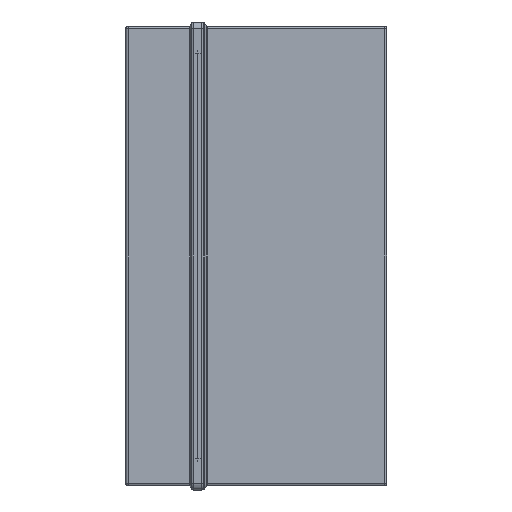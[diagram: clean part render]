
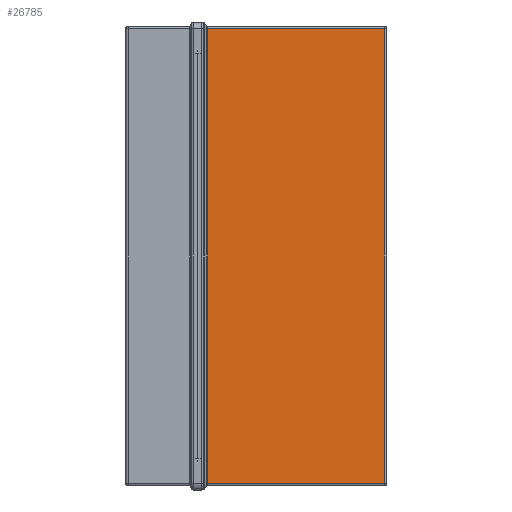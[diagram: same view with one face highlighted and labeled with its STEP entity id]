
A CAD part, left-side view. The second image highlights one B-rep face of the part: STEP entity #26785.
In plain terms, the highlighted planar face has unit normal (-1, 0, 0).
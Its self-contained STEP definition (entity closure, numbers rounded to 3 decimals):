
#4339 = DIRECTION ( 'NONE',  ( 0., 0., -1. ) ) ;
#4753 = EDGE_CURVE ( 'NONE', #53041, #56970, #9110, .T. ) ;
#9110 = LINE ( 'NONE', #79628, #70870 ) ;
#11611 = LINE ( 'NONE', #81677, #76067 ) ;
#14337 = VECTOR ( 'NONE', #92456, 1000. ) ;
#15560 = CARTESIAN_POINT ( 'NONE',  ( -337.75, -134.8, -165.45 ) ) ;
#26785 = ADVANCED_FACE ( 'NONE', ( #89331 ), #33624, .T. ) ;
#29188 = VERTEX_POINT ( 'NONE', #82169 ) ;
#30291 = VECTOR ( 'NONE', #57459, 1000. ) ;
#33624 = PLANE ( 'NONE',  #90499 ) ;
#37348 = EDGE_CURVE ( 'NONE', #56970, #29188, #55260, .T. ) ;
#42052 = DIRECTION ( 'NONE',  ( 0., 0., 1. ) ) ;
#44046 = VERTEX_POINT ( 'NONE', #52799 ) ;
#48252 = DIRECTION ( 'NONE',  ( 0., 1., 0. ) ) ;
#52799 = CARTESIAN_POINT ( 'NONE',  ( -337.75, -133.3, 165.45 ) ) ;
#53041 = VERTEX_POINT ( 'NONE', #72122 ) ;
#53187 = ORIENTED_EDGE ( 'NONE', *, *, #89464, .T. ) ;
#55260 = LINE ( 'NONE', #15560, #30291 ) ;
#56834 = CARTESIAN_POINT ( 'NONE',  ( -337.75, -4.504, -165.45 ) ) ;
#56970 = VERTEX_POINT ( 'NONE', #56834 ) ;
#57459 = DIRECTION ( 'NONE',  ( 0., -1., 0. ) ) ;
#61124 = EDGE_LOOP ( 'NONE', ( #87916, #108366, #53187, #96881 ) ) ;
#67030 = CARTESIAN_POINT ( 'NONE',  ( -337.75, -134.8, -167.25 ) ) ;
#70870 = VECTOR ( 'NONE', #4339, 1000. ) ;
#72122 = CARTESIAN_POINT ( 'NONE',  ( -337.75, -4.504, 165.45 ) ) ;
#76067 = VECTOR ( 'NONE', #48252, 1000. ) ;
#79628 = CARTESIAN_POINT ( 'NONE',  ( -337.75, -4.504, -167.25 ) ) ;
#81677 = CARTESIAN_POINT ( 'NONE',  ( -337.75, -134.8, 165.45 ) ) ;
#82169 = CARTESIAN_POINT ( 'NONE',  ( -337.75, -133.3, -165.45 ) ) ;
#87916 = ORIENTED_EDGE ( 'NONE', *, *, #37348, .T. ) ;
#89331 = FACE_OUTER_BOUND ( 'NONE', #61124, .T. ) ;
#89464 = EDGE_CURVE ( 'NONE', #44046, #53041, #11611, .T. ) ;
#90499 = AXIS2_PLACEMENT_3D ( 'NONE', #67030, #92363, #42052 ) ;
#92363 = DIRECTION ( 'NONE',  ( -1., 0., 0. ) ) ;
#92456 = DIRECTION ( 'NONE',  ( 0., 0., 1. ) ) ;
#96881 = ORIENTED_EDGE ( 'NONE', *, *, #4753, .T. ) ;
#101260 = CARTESIAN_POINT ( 'NONE',  ( -337.75, -133.3, 165.45 ) ) ;
#103743 = LINE ( 'NONE', #101260, #14337 ) ;
#108366 = ORIENTED_EDGE ( 'NONE', *, *, #108759, .T. ) ;
#108759 = EDGE_CURVE ( 'NONE', #29188, #44046, #103743, .T. ) ;
